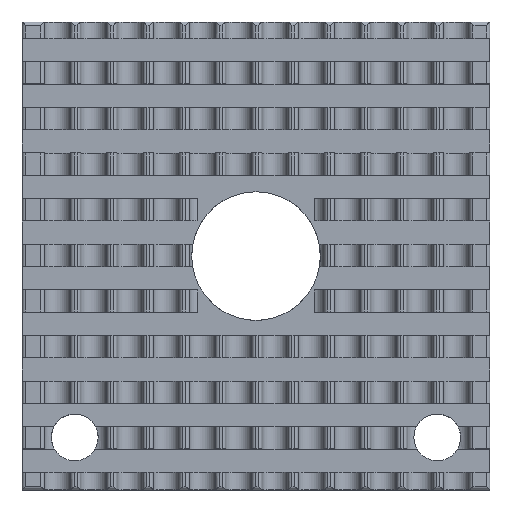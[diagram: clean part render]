
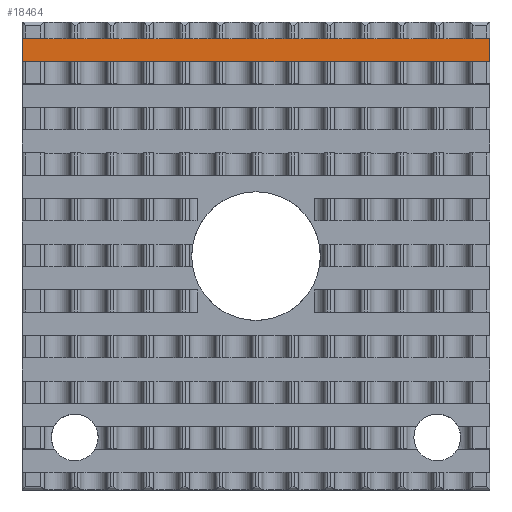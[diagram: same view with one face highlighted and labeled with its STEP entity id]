
A CAD part, top view. The second image highlights one B-rep face of the part: STEP entity #18464.
In plain terms, the highlighted planar face has unit normal (0, 0, 1).
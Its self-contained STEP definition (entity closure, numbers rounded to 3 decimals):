
#530=FACE_OUTER_BOUND('',#1578,.T.);
#1578=EDGE_LOOP('',(#12233,#12234,#12235,#12236,#12237,#12238,#12239,#12240,
#12241,#12242,#12243,#12244,#12245,#12246,#12247,#12248,#12249,#12250,#12251,
#12252,#12253,#12254,#12255,#12256,#12257,#12258,#12259,#12260));
#2607=LINE('',#27543,#4488);
#2611=LINE('',#27559,#4492);
#2612=LINE('',#27564,#4493);
#2619=LINE('',#27591,#4500);
#2620=LINE('',#27596,#4501);
#2627=LINE('',#27623,#4508);
#2628=LINE('',#27628,#4509);
#2635=LINE('',#27655,#4516);
#2636=LINE('',#27660,#4517);
#2640=LINE('',#27676,#4521);
#2646=LINE('',#27700,#4527);
#2648=LINE('',#27706,#4529);
#2654=LINE('',#27728,#4535);
#2659=LINE('',#27748,#4540);
#2660=LINE('',#27753,#4541);
#2667=LINE('',#27780,#4548);
#2668=LINE('',#27785,#4549);
#2675=LINE('',#27812,#4556);
#2676=LINE('',#27817,#4557);
#2683=LINE('',#27844,#4564);
#2684=LINE('',#27849,#4565);
#2691=LINE('',#27876,#4572);
#2692=LINE('',#27881,#4573);
#2699=LINE('',#27908,#4580);
#2701=LINE('',#27915,#4582);
#2704=LINE('',#27925,#4585);
#2705=LINE('',#27926,#4586);
#2706=LINE('',#27927,#4587);
#4488=VECTOR('',#21565,10.);
#4492=VECTOR('',#21579,10.);
#4493=VECTOR('',#21584,10.);
#4500=VECTOR('',#21607,10.);
#4501=VECTOR('',#21612,10.);
#4508=VECTOR('',#21635,10.);
#4509=VECTOR('',#21640,10.);
#4516=VECTOR('',#21663,10.);
#4517=VECTOR('',#21668,10.);
#4521=VECTOR('',#21682,10.);
#4527=VECTOR('',#21702,10.);
#4529=VECTOR('',#21708,10.);
#4535=VECTOR('',#21726,10.);
#4540=VECTOR('',#21743,10.);
#4541=VECTOR('',#21748,10.);
#4548=VECTOR('',#21771,10.);
#4549=VECTOR('',#21776,10.);
#4556=VECTOR('',#21799,10.);
#4557=VECTOR('',#21804,10.);
#4564=VECTOR('',#21827,10.);
#4565=VECTOR('',#21832,10.);
#4572=VECTOR('',#21855,10.);
#4573=VECTOR('',#21860,10.);
#4580=VECTOR('',#21883,10.);
#4582=VECTOR('',#21889,10.);
#4585=VECTOR('',#21898,10.);
#4586=VECTOR('',#21899,10.);
#4587=VECTOR('',#21900,10.);
#7312=VERTEX_POINT('',#27529);
#7318=VERTEX_POINT('',#27541);
#7320=VERTEX_POINT('',#27546);
#7326=VERTEX_POINT('',#27561);
#7334=VERTEX_POINT('',#27578);
#7340=VERTEX_POINT('',#27593);
#7348=VERTEX_POINT('',#27610);
#7354=VERTEX_POINT('',#27625);
#7362=VERTEX_POINT('',#27642);
#7368=VERTEX_POINT('',#27657);
#7375=VERTEX_POINT('',#27673);
#7387=VERTEX_POINT('',#27699);
#7388=VERTEX_POINT('',#27703);
#7399=VERTEX_POINT('',#27726);
#7402=VERTEX_POINT('',#27734);
#7408=VERTEX_POINT('',#27746);
#7409=VERTEX_POINT('',#27750);
#7417=VERTEX_POINT('',#27767);
#7423=VERTEX_POINT('',#27782);
#7431=VERTEX_POINT('',#27799);
#7437=VERTEX_POINT('',#27814);
#7445=VERTEX_POINT('',#27831);
#7451=VERTEX_POINT('',#27846);
#7459=VERTEX_POINT('',#27863);
#7465=VERTEX_POINT('',#27878);
#7473=VERTEX_POINT('',#27895);
#7481=VERTEX_POINT('',#27913);
#7485=VERTEX_POINT('',#27924);
#9156=EDGE_CURVE('',#7312,#7318,#2607,.T.);
#9164=EDGE_CURVE('',#7320,#7312,#2611,.T.);
#9166=EDGE_CURVE('',#7318,#7326,#2612,.T.);
#9180=EDGE_CURVE('',#7334,#7320,#2619,.T.);
#9182=EDGE_CURVE('',#7326,#7340,#2620,.T.);
#9196=EDGE_CURVE('',#7348,#7334,#2627,.T.);
#9198=EDGE_CURVE('',#7340,#7354,#2628,.T.);
#9212=EDGE_CURVE('',#7362,#7348,#2635,.T.);
#9214=EDGE_CURVE('',#7354,#7368,#2636,.T.);
#9222=EDGE_CURVE('',#7368,#7375,#2640,.T.);
#9234=EDGE_CURVE('',#7387,#7362,#2646,.T.);
#9237=EDGE_CURVE('',#7375,#7388,#2648,.T.);
#9248=EDGE_CURVE('',#7388,#7399,#2654,.T.);
#9258=EDGE_CURVE('',#7408,#7402,#2659,.T.);
#9260=EDGE_CURVE('',#7409,#7408,#2660,.T.);
#9274=EDGE_CURVE('',#7402,#7417,#2667,.T.);
#9276=EDGE_CURVE('',#7423,#7409,#2668,.T.);
#9290=EDGE_CURVE('',#7417,#7431,#2675,.T.);
#9292=EDGE_CURVE('',#7437,#7423,#2676,.T.);
#9306=EDGE_CURVE('',#7431,#7445,#2683,.T.);
#9308=EDGE_CURVE('',#7451,#7437,#2684,.T.);
#9322=EDGE_CURVE('',#7445,#7459,#2691,.T.);
#9324=EDGE_CURVE('',#7465,#7451,#2692,.T.);
#9338=EDGE_CURVE('',#7459,#7473,#2699,.T.);
#9341=EDGE_CURVE('',#7481,#7465,#2701,.T.);
#9346=EDGE_CURVE('',#7485,#7399,#2704,.T.);
#9347=EDGE_CURVE('',#7473,#7485,#2705,.T.);
#9348=EDGE_CURVE('',#7387,#7481,#2706,.T.);
#12233=ORIENTED_EDGE('',*,*,#9248,.T.);
#12234=ORIENTED_EDGE('',*,*,#9346,.F.);
#12235=ORIENTED_EDGE('',*,*,#9347,.F.);
#12236=ORIENTED_EDGE('',*,*,#9338,.F.);
#12237=ORIENTED_EDGE('',*,*,#9322,.F.);
#12238=ORIENTED_EDGE('',*,*,#9306,.F.);
#12239=ORIENTED_EDGE('',*,*,#9290,.F.);
#12240=ORIENTED_EDGE('',*,*,#9274,.F.);
#12241=ORIENTED_EDGE('',*,*,#9258,.F.);
#12242=ORIENTED_EDGE('',*,*,#9260,.F.);
#12243=ORIENTED_EDGE('',*,*,#9276,.F.);
#12244=ORIENTED_EDGE('',*,*,#9292,.F.);
#12245=ORIENTED_EDGE('',*,*,#9308,.F.);
#12246=ORIENTED_EDGE('',*,*,#9324,.F.);
#12247=ORIENTED_EDGE('',*,*,#9341,.F.);
#12248=ORIENTED_EDGE('',*,*,#9348,.F.);
#12249=ORIENTED_EDGE('',*,*,#9234,.T.);
#12250=ORIENTED_EDGE('',*,*,#9212,.T.);
#12251=ORIENTED_EDGE('',*,*,#9196,.T.);
#12252=ORIENTED_EDGE('',*,*,#9180,.T.);
#12253=ORIENTED_EDGE('',*,*,#9164,.T.);
#12254=ORIENTED_EDGE('',*,*,#9156,.T.);
#12255=ORIENTED_EDGE('',*,*,#9166,.T.);
#12256=ORIENTED_EDGE('',*,*,#9182,.T.);
#12257=ORIENTED_EDGE('',*,*,#9198,.T.);
#12258=ORIENTED_EDGE('',*,*,#9214,.T.);
#12259=ORIENTED_EDGE('',*,*,#9222,.T.);
#12260=ORIENTED_EDGE('',*,*,#9237,.T.);
#17835=PLANE('',#19624);
#18464=ADVANCED_FACE('',(#530),#17835,.F.);
#19624=AXIS2_PLACEMENT_3D('',#27923,#21896,#21897);
#21565=DIRECTION('',(-1.,0.,0.));
#21579=DIRECTION('',(-1.,0.,0.));
#21584=DIRECTION('',(-1.,0.,0.));
#21607=DIRECTION('',(-1.,0.,0.));
#21612=DIRECTION('',(-1.,0.,0.));
#21635=DIRECTION('',(-1.,0.,0.));
#21640=DIRECTION('',(-1.,0.,0.));
#21663=DIRECTION('',(-1.,0.,0.));
#21668=DIRECTION('',(-1.,0.,0.));
#21682=DIRECTION('',(-1.,0.,0.));
#21702=DIRECTION('',(-1.,0.,0.));
#21708=DIRECTION('',(-1.,0.,0.));
#21726=DIRECTION('',(-1.,0.,0.));
#21743=DIRECTION('',(-1.,0.,0.));
#21748=DIRECTION('',(-1.,0.,0.));
#21771=DIRECTION('',(-1.,0.,0.));
#21776=DIRECTION('',(-1.,0.,0.));
#21799=DIRECTION('',(-1.,0.,0.));
#21804=DIRECTION('',(-1.,0.,0.));
#21827=DIRECTION('',(-1.,0.,0.));
#21832=DIRECTION('',(-1.,0.,0.));
#21855=DIRECTION('',(-1.,0.,0.));
#21860=DIRECTION('',(-1.,0.,0.));
#21883=DIRECTION('',(-1.,0.,0.));
#21889=DIRECTION('',(-1.,0.,0.));
#21896=DIRECTION('center_axis',(0.,0.,-1.));
#21897=DIRECTION('ref_axis',(0.,-1.,0.));
#21898=DIRECTION('',(0.,1.,0.));
#21899=DIRECTION('',(-1.,0.,0.));
#21900=DIRECTION('',(0.,-1.,0.));
#27529=CARTESIAN_POINT('',(4.725,18.6,2.));
#27541=CARTESIAN_POINT('',(1.625,18.6,2.));
#27543=CARTESIAN_POINT('',(20.,18.6,2.));
#27546=CARTESIAN_POINT('',(7.825,18.6,2.));
#27559=CARTESIAN_POINT('',(20.,18.6,2.));
#27561=CARTESIAN_POINT('',(-1.475,18.6,2.));
#27564=CARTESIAN_POINT('',(20.,18.6,2.));
#27578=CARTESIAN_POINT('',(10.925,18.6,2.));
#27591=CARTESIAN_POINT('',(20.,18.6,2.));
#27593=CARTESIAN_POINT('',(-4.575,18.6,2.));
#27596=CARTESIAN_POINT('',(20.,18.6,2.));
#27610=CARTESIAN_POINT('',(14.025,18.6,2.));
#27623=CARTESIAN_POINT('',(20.,18.6,2.));
#27625=CARTESIAN_POINT('',(-7.675,18.6,2.));
#27628=CARTESIAN_POINT('',(20.,18.6,2.));
#27642=CARTESIAN_POINT('',(17.125,18.6,2.));
#27655=CARTESIAN_POINT('',(20.,18.6,2.));
#27657=CARTESIAN_POINT('',(-10.775,18.6,2.));
#27660=CARTESIAN_POINT('',(20.,18.6,2.));
#27673=CARTESIAN_POINT('',(-13.875,18.6,2.));
#27676=CARTESIAN_POINT('',(20.,18.6,2.));
#27699=CARTESIAN_POINT('',(20.,18.6,2.));
#27700=CARTESIAN_POINT('',(20.,18.6,2.));
#27703=CARTESIAN_POINT('',(-16.975,18.6,2.));
#27706=CARTESIAN_POINT('',(20.,18.6,2.));
#27726=CARTESIAN_POINT('',(-20.,18.6,2.));
#27728=CARTESIAN_POINT('',(20.,18.6,2.));
#27734=CARTESIAN_POINT('',(-1.475,16.6,2.));
#27746=CARTESIAN_POINT('',(1.625,16.6,2.));
#27748=CARTESIAN_POINT('',(20.,16.6,2.));
#27750=CARTESIAN_POINT('',(4.725,16.6,2.));
#27753=CARTESIAN_POINT('',(20.,16.6,2.));
#27767=CARTESIAN_POINT('',(-4.575,16.6,2.));
#27780=CARTESIAN_POINT('',(20.,16.6,2.));
#27782=CARTESIAN_POINT('',(7.825,16.6,2.));
#27785=CARTESIAN_POINT('',(20.,16.6,2.));
#27799=CARTESIAN_POINT('',(-7.675,16.6,2.));
#27812=CARTESIAN_POINT('',(20.,16.6,2.));
#27814=CARTESIAN_POINT('',(10.925,16.6,2.));
#27817=CARTESIAN_POINT('',(20.,16.6,2.));
#27831=CARTESIAN_POINT('',(-10.775,16.6,2.));
#27844=CARTESIAN_POINT('',(20.,16.6,2.));
#27846=CARTESIAN_POINT('',(14.025,16.6,2.));
#27849=CARTESIAN_POINT('',(20.,16.6,2.));
#27863=CARTESIAN_POINT('',(-13.875,16.6,2.));
#27876=CARTESIAN_POINT('',(20.,16.6,2.));
#27878=CARTESIAN_POINT('',(17.125,16.6,2.));
#27881=CARTESIAN_POINT('',(20.,16.6,2.));
#27895=CARTESIAN_POINT('',(-16.975,16.6,2.));
#27908=CARTESIAN_POINT('',(20.,16.6,2.));
#27913=CARTESIAN_POINT('',(20.,16.6,2.));
#27915=CARTESIAN_POINT('',(20.,16.6,2.));
#27923=CARTESIAN_POINT('Origin',(20.,18.6,2.));
#27924=CARTESIAN_POINT('',(-20.,16.6,2.));
#27925=CARTESIAN_POINT('',(-20.,19.3,2.));
#27926=CARTESIAN_POINT('',(20.,16.6,2.));
#27927=CARTESIAN_POINT('',(20.,-0.7,2.));
